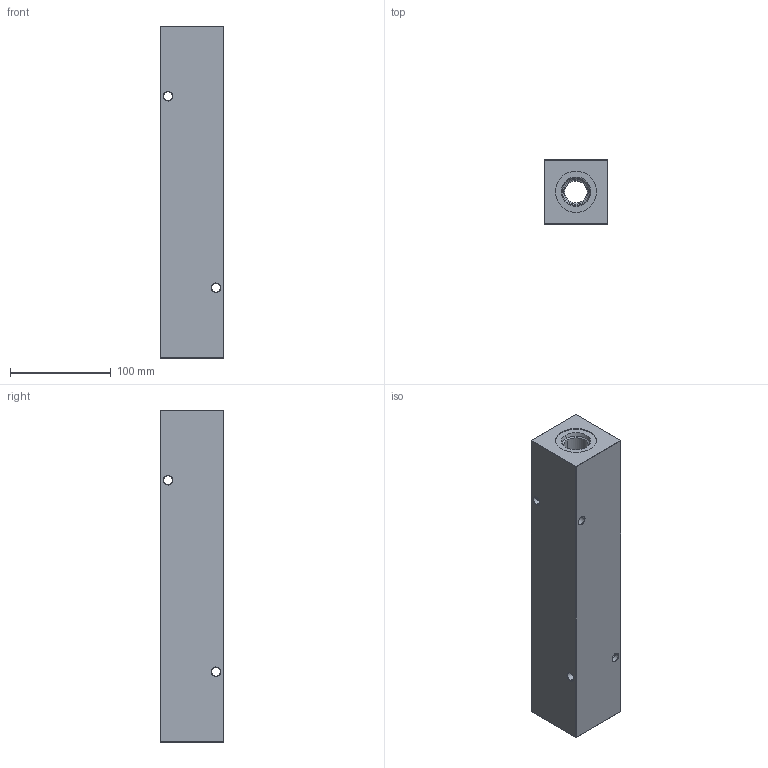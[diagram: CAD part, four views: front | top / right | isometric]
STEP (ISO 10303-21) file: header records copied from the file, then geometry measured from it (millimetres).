
FILE_DESCRIPTION (( 'STEP AP203' ), '1' );
FILE_NAME ('HM-5-0-S-12-12.STEP', '2020-10-23T20:40:09', ( '' ), ( '' ), 'SwSTEP 2.0', 'SolidWorks 2019', '' );
FILE_SCHEMA (( 'CONFIG_CONTROL_DESIGN' ));
Length unit declared in the file: inch
Products named in the file (1): HM-5-0-S-12-12
Bounding box: 63.5 x 63.5 x 330.2 mm (x, y, z)
Volume: 1122034 mm3; surface area: 124405.3 mm2
Topology: 1 solids, 1 shells, 559 faces, 1470 edges, 954 vertices
Faces by surface type: plane 247, bspline 188, cone 63, cylinder 61
Entity records: 26431 total; most frequent: CARTESIAN_POINT 13872, ORIENTED_EDGE 2940, DIRECTION 1922, EDGE_CURVE 1470, VERTEX_POINT 954, LINE 858, VECTOR 858, EDGE_LOOP 624
